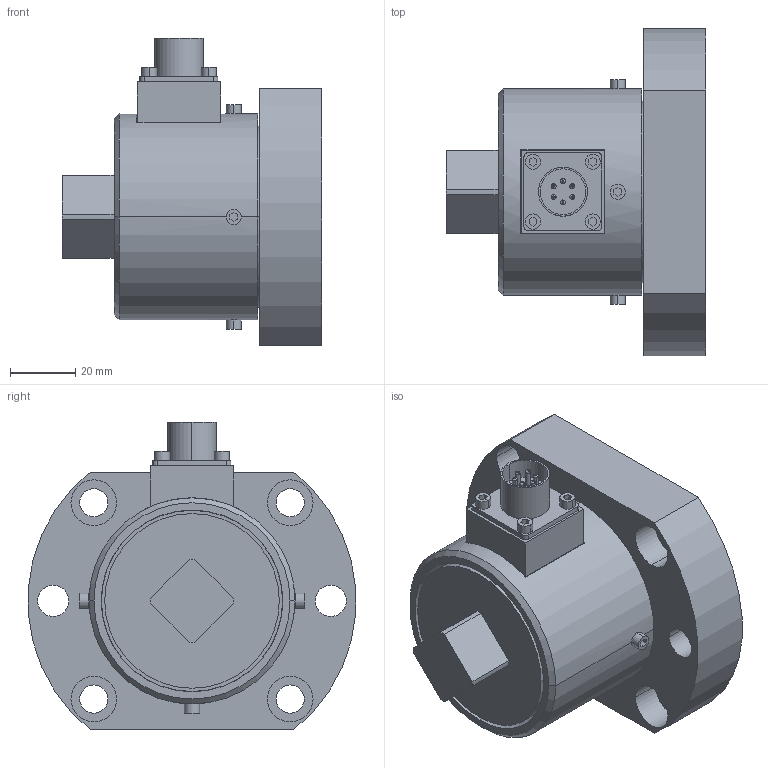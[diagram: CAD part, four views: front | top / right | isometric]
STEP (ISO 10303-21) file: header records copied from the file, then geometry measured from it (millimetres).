
FILE_DESCRIPTION((''),'2;1');
FILE_NAME('TDF600.stp','2010-10-14T10:05:38',(''),(''),'Mechanical Desktop 2008','Mechanical Desktop 2008',', , ');
FILE_SCHEMA(('CONFIG_CONTROL_DESIGN'));
Length unit declared in the file: inch
Products named in the file (6): TEST; PART1; PART2; PART3; 6PIN-BENDIX; 4-40X25-SCREW
Assembly tree (12 placements, depth 2):
  TEST
    PART1
    PART2
    PART3
    6PIN-BENDIX
    4-40X25-SCREW  x8
Bounding box: 79.38 x 99.99 x 93.95 mm (x, y, z)
Volume: 227450.4 mm3; surface area: 61108.5 mm2
Topology: 12 solids, 12 shells, 314 faces, 744 edges, 477 vertices
Faces by surface type: cylinder 134, plane 124, cone 28, bspline 28
Entity records: 7096 total; most frequent: CARTESIAN_POINT 2189, DIRECTION 1035, ORIENTED_EDGE 940, EDGE_CURVE 470, AXIS2_PLACEMENT_3D 419, VERTEX_POINT 309, EDGE_LOOP 255, CIRCLE 232
